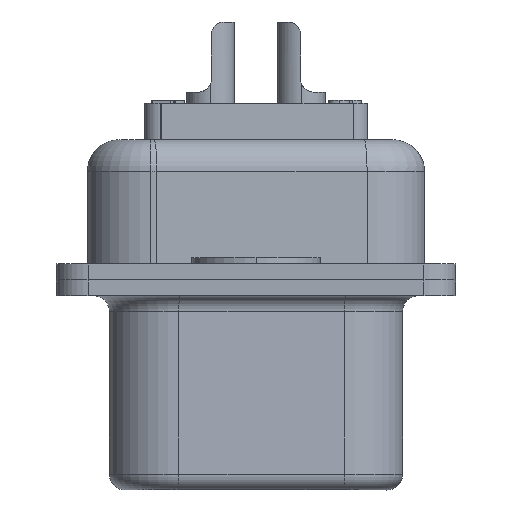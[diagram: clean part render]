
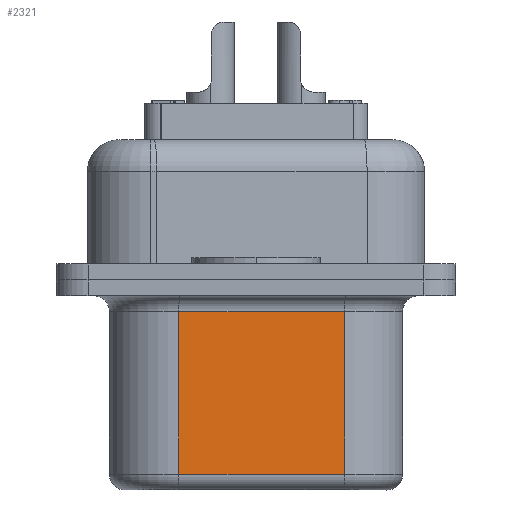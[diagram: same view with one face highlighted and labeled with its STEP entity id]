
A CAD part, left-side view. The second image highlights one B-rep face of the part: STEP entity #2321.
In plain terms, the highlighted face is planar.
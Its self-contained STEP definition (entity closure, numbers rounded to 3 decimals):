
#633 = EDGE_CURVE ( 'NONE', #2648, #2684, #13290, .T. ) ;
#1724 = AXIS2_PLACEMENT_3D ( 'NONE', #15748, #25685, #23720 ) ;
#1794 = ORIENTED_EDGE ( 'NONE', *, *, #633, .T. ) ;
#2093 = ORIENTED_EDGE ( 'NONE', *, *, #8345, .T. ) ;
#2249 = LINE ( 'NONE', #3893, #22902 ) ;
#2321 = ADVANCED_FACE ( 'NONE', ( #10343 ), #9541, .F. ) ;
#2648 = VERTEX_POINT ( 'NONE', #14745 ) ;
#2684 = VERTEX_POINT ( 'NONE', #17368 ) ;
#3165 = EDGE_CURVE ( 'NONE', #20518, #11495, #19075, .T. ) ;
#3728 = VECTOR ( 'NONE', #16051, 1000. ) ;
#3893 = CARTESIAN_POINT ( 'NONE',  ( 8.78, 2.427, 6.6 ) ) ;
#4835 = CARTESIAN_POINT ( 'NONE',  ( 8.313, -2.783, 1. ) ) ;
#6069 = LINE ( 'NONE', #11374, #20188 ) ;
#8345 = EDGE_CURVE ( 'NONE', #2684, #20518, #6069, .T. ) ;
#9541 = PLANE ( 'NONE',  #1724 ) ;
#10343 = FACE_OUTER_BOUND ( 'NONE', #18157, .T. ) ;
#11183 = DIRECTION ( 'NONE',  ( -0.089, -0.996, 0. ) ) ;
#11374 = CARTESIAN_POINT ( 'NONE',  ( 8.313, -2.783, 6.6 ) ) ;
#11495 = VERTEX_POINT ( 'NONE', #23475 ) ;
#13287 = DIRECTION ( 'NONE',  ( 0., 0., -1. ) ) ;
#13290 = LINE ( 'NONE', #23056, #25876 ) ;
#14745 = CARTESIAN_POINT ( 'NONE',  ( 8.78, 2.427, 6.1 ) ) ;
#15748 = CARTESIAN_POINT ( 'NONE',  ( 8.78, 2.427, 6.6 ) ) ;
#15756 = ORIENTED_EDGE ( 'NONE', *, *, #20749, .F. ) ;
#16051 = DIRECTION ( 'NONE',  ( 0.089, 0.996, 0. ) ) ;
#16659 = ORIENTED_EDGE ( 'NONE', *, *, #3165, .T. ) ;
#17368 = CARTESIAN_POINT ( 'NONE',  ( 8.313, -2.783, 6.1 ) ) ;
#18157 = EDGE_LOOP ( 'NONE', ( #15756, #1794, #2093, #16659 ) ) ;
#19075 = LINE ( 'NONE', #24025, #3728 ) ;
#20188 = VECTOR ( 'NONE', #13287, 1000. ) ;
#20518 = VERTEX_POINT ( 'NONE', #4835 ) ;
#20749 = EDGE_CURVE ( 'NONE', #2648, #11495, #2249, .T. ) ;
#22902 = VECTOR ( 'NONE', #26002, 1000. ) ;
#23056 = CARTESIAN_POINT ( 'NONE',  ( 8.78, 2.427, 6.1 ) ) ;
#23475 = CARTESIAN_POINT ( 'NONE',  ( 8.78, 2.427, 1. ) ) ;
#23720 = DIRECTION ( 'NONE',  ( -0.089, -0.996, 0. ) ) ;
#24025 = CARTESIAN_POINT ( 'NONE',  ( 8.78, 2.427, 1. ) ) ;
#25685 = DIRECTION ( 'NONE',  ( -0.996, 0.089, 0. ) ) ;
#25876 = VECTOR ( 'NONE', #11183, 1000. ) ;
#26002 = DIRECTION ( 'NONE',  ( 0., 0., -1. ) ) ;
